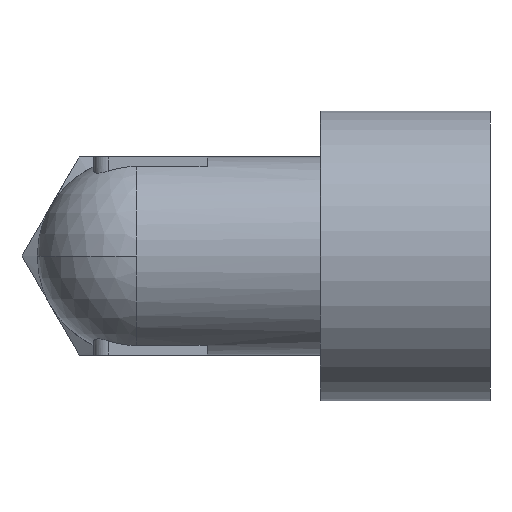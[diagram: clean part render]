
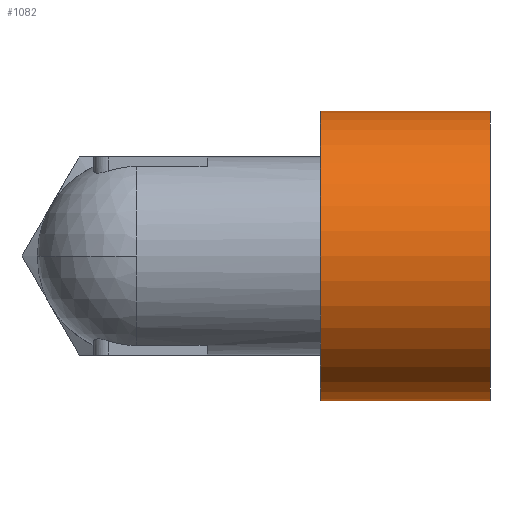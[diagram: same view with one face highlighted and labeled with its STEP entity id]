
A CAD part, left-side view. The second image highlights one B-rep face of the part: STEP entity #1082.
In plain terms, the highlighted cylindrical face has radius 10.25 mm (diameter 20.5 mm), a partial arc.
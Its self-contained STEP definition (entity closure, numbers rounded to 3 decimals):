
#68 = EDGE_CURVE ( 'NONE', #945, #948, #509, .T. ) ;
#70 = EDGE_CURVE ( 'NONE', #942, #947, #511, .T. ) ;
#106 = EDGE_CURVE ( 'NONE', #948, #947, #560, .T. ) ;
#108 = EDGE_CURVE ( 'NONE', #945, #942, #562, .T. ) ;
#206 = AXIS2_PLACEMENT_3D ( 'NONE', #1657, #1656, #1655 ) ;
#208 = AXIS2_PLACEMENT_3D ( 'NONE', #1650, #1649, #1648 ) ;
#325 = CARTESIAN_POINT ( 'NONE',  ( 0., -7.665, -10.25 ) ) ;
#334 = CARTESIAN_POINT ( 'NONE',  ( 0., -7.665, 10.25 ) ) ;
#335 = DIRECTION ( 'NONE',  ( 0., -1., 0. ) ) ;
#336 = DIRECTION ( 'NONE',  ( 0., -1., 0. ) ) ;
#509 = LINE ( 'NONE', #334, #513 ) ;
#511 = LINE ( 'NONE', #325, #516 ) ;
#513 = VECTOR ( 'NONE', #336, 1000. ) ;
#516 = VECTOR ( 'NONE', #335, 1000. ) ;
#560 = CIRCLE ( 'NONE', #206, 10.25 ) ;
#562 = CIRCLE ( 'NONE', #208, 10.25 ) ;
#683 = FACE_OUTER_BOUND ( 'NONE', #777, .T. ) ;
#686 = CYLINDRICAL_SURFACE ( 'NONE', #1412, 10.25 ) ;
#777 = EDGE_LOOP ( 'NONE', ( #1599, #1598, #1597, #1596 ) ) ;
#942 = VERTEX_POINT ( 'NONE', #2011 ) ;
#945 = VERTEX_POINT ( 'NONE', #2014 ) ;
#947 = VERTEX_POINT ( 'NONE', #2016 ) ;
#948 = VERTEX_POINT ( 'NONE', #2017 ) ;
#1082 = ADVANCED_FACE ( 'NONE', ( #683 ), #686, .T. ) ;
#1208 = DIRECTION ( 'NONE',  ( 0., -1., 0. ) ) ;
#1209 = DIRECTION ( 'NONE',  ( 0., 0., -1. ) ) ;
#1212 = CARTESIAN_POINT ( 'NONE',  ( 0., -7.665, 0. ) ) ;
#1412 = AXIS2_PLACEMENT_3D ( 'NONE', #1212, #1208, #1209 ) ;
#1596 = ORIENTED_EDGE ( 'NONE', *, *, #106, .F. ) ;
#1597 = ORIENTED_EDGE ( 'NONE', *, *, #70, .T. ) ;
#1598 = ORIENTED_EDGE ( 'NONE', *, *, #108, .T. ) ;
#1599 = ORIENTED_EDGE ( 'NONE', *, *, #68, .F. ) ;
#1648 = DIRECTION ( 'NONE',  ( 0., 0., -1. ) ) ;
#1649 = DIRECTION ( 'NONE',  ( 0., -1., 0. ) ) ;
#1650 = CARTESIAN_POINT ( 'NONE',  ( 0., 12.468, 0. ) ) ;
#1655 = DIRECTION ( 'NONE',  ( 0., 0., -1. ) ) ;
#1656 = DIRECTION ( 'NONE',  ( 0., -1., 0. ) ) ;
#1657 = CARTESIAN_POINT ( 'NONE',  ( 0., 0.5, 0. ) ) ;
#2011 = CARTESIAN_POINT ( 'NONE',  ( 0., 12.468, -10.25 ) ) ;
#2014 = CARTESIAN_POINT ( 'NONE',  ( 0., 12.468, 10.25 ) ) ;
#2016 = CARTESIAN_POINT ( 'NONE',  ( 0., 0.5, -10.25 ) ) ;
#2017 = CARTESIAN_POINT ( 'NONE',  ( 0., 0.5, 10.25 ) ) ;
